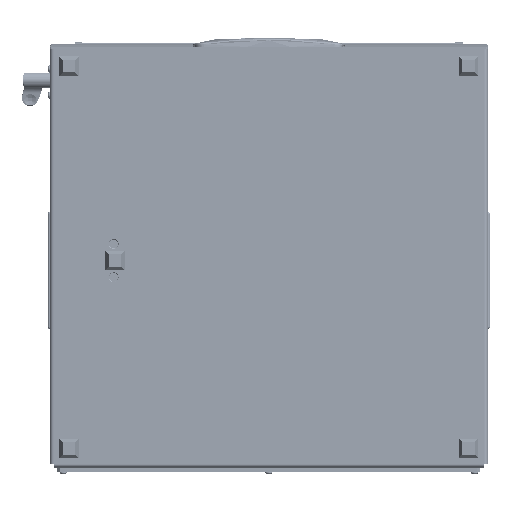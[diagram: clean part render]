
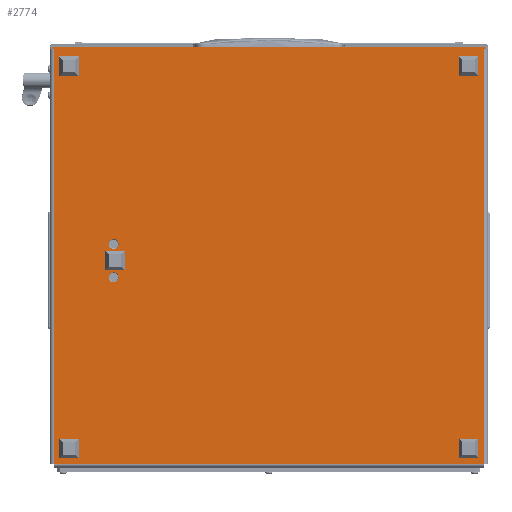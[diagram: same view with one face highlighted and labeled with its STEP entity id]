
A CAD part, front view. The second image highlights one B-rep face of the part: STEP entity #2774.
In plain terms, the highlighted face is planar.
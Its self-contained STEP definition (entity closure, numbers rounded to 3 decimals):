
#389 = CARTESIAN_POINT ( 'NONE',  ( 245.2, 389., 0. ) ) ;
#662 = DIRECTION ( 'NONE',  ( -1., 0., 0. ) ) ;
#2774 = ADVANCED_FACE ( 'NONE', ( #31955, #21716, #22990 ), #4406, .T. ) ;
#4406 = PLANE ( 'NONE',  #15553 ) ;
#5210 = VERTEX_POINT ( 'NONE', #123205 ) ;
#6679 = VERTEX_POINT ( 'NONE', #76604 ) ;
#7445 = LINE ( 'NONE', #96490, #114218 ) ;
#8222 = CARTESIAN_POINT ( 'NONE',  ( 436., 452., 0. ) ) ;
#9038 = EDGE_CURVE ( 'NONE', #50201, #5210, #97835, .T. ) ;
#10851 = EDGE_CURVE ( 'NONE', #92466, #50201, #84508, .T. ) ;
#12659 = LINE ( 'NONE', #51696, #60254 ) ;
#14052 = CARTESIAN_POINT ( 'NONE',  ( 0., 0., 0. ) ) ;
#15553 = AXIS2_PLACEMENT_3D ( 'NONE', #41524, #33855, #62052 ) ;
#16388 = VECTOR ( 'NONE', #51029, 1000. ) ;
#16903 = DIRECTION ( 'NONE',  ( 0., -1., 0. ) ) ;
#17561 = CARTESIAN_POINT ( 'NONE',  ( 436., 0., 0. ) ) ;
#18884 = DIRECTION ( 'NONE',  ( -1., 0., 0. ) ) ;
#21565 = CARTESIAN_POINT ( 'NONE',  ( 199.8, 389., 0. ) ) ;
#21716 = FACE_BOUND ( 'NONE', #69282, .T. ) ;
#22990 = FACE_OUTER_BOUND ( 'NONE', #88184, .T. ) ;
#24384 = ORIENTED_EDGE ( 'NONE', *, *, #72955, .F. ) ;
#24859 = VERTEX_POINT ( 'NONE', #389 ) ;
#25890 = EDGE_CURVE ( 'NONE', #77602, #49438, #71689, .T. ) ;
#28062 = VECTOR ( 'NONE', #87027, 1000. ) ;
#29464 = CARTESIAN_POINT ( 'NONE',  ( 205., 389., 0. ) ) ;
#30380 = ORIENTED_EDGE ( 'NONE', *, *, #10851, .T. ) ;
#31955 = FACE_BOUND ( 'NONE', #100936, .T. ) ;
#33255 = ORIENTED_EDGE ( 'NONE', *, *, #75519, .T. ) ;
#33812 = CIRCLE ( 'NONE', #62425, 5.2 ) ;
#33855 = DIRECTION ( 'NONE',  ( 0., 0., -1. ) ) ;
#34061 = ORIENTED_EDGE ( 'NONE', *, *, #42413, .F. ) ;
#34676 = VERTEX_POINT ( 'NONE', #40915 ) ;
#35980 = CARTESIAN_POINT ( 'NONE',  ( -2., 454., 0. ) ) ;
#36085 = ORIENTED_EDGE ( 'NONE', *, *, #57366, .F. ) ;
#36274 = DIRECTION ( 'NONE',  ( 0., 1., 0. ) ) ;
#37427 = DIRECTION ( 'NONE',  ( 0., 0., -1. ) ) ;
#38509 = LINE ( 'NONE', #79467, #99863 ) ;
#38967 = AXIS2_PLACEMENT_3D ( 'NONE', #29464, #117813, #68478 ) ;
#40915 = CARTESIAN_POINT ( 'NONE',  ( 0., 452., 0. ) ) ;
#41524 = CARTESIAN_POINT ( 'NONE',  ( 0., 452., 0. ) ) ;
#42413 = EDGE_CURVE ( 'NONE', #6679, #74944, #70888, .T. ) ;
#45197 = VERTEX_POINT ( 'NONE', #104532 ) ;
#48014 = AXIS2_PLACEMENT_3D ( 'NONE', #114444, #85607, #66357 ) ;
#49329 = LINE ( 'NONE', #78813, #66583 ) ;
#49438 = VERTEX_POINT ( 'NONE', #94763 ) ;
#50201 = VERTEX_POINT ( 'NONE', #35980 ) ;
#51029 = DIRECTION ( 'NONE',  ( 0., 1., 0. ) ) ;
#51087 = EDGE_CURVE ( 'NONE', #74944, #92301, #12659, .T. ) ;
#51338 = EDGE_CURVE ( 'NONE', #24859, #45197, #107323, .T. ) ;
#51366 = CARTESIAN_POINT ( 'NONE',  ( -2., -2., 0. ) ) ;
#51696 = CARTESIAN_POINT ( 'NONE',  ( 0., 0., 0. ) ) ;
#52195 = EDGE_CURVE ( 'NONE', #6679, #92466, #49329, .T. ) ;
#53282 = EDGE_CURVE ( 'NONE', #61035, #34676, #38509, .T. ) ;
#57366 = EDGE_CURVE ( 'NONE', #49438, #77602, #121976, .T. ) ;
#60254 = VECTOR ( 'NONE', #90811, 1000. ) ;
#61035 = VERTEX_POINT ( 'NONE', #8222 ) ;
#62052 = DIRECTION ( 'NONE',  ( -1., 0., 0. ) ) ;
#62425 = AXIS2_PLACEMENT_3D ( 'NONE', #68117, #37427, #18884 ) ;
#66357 = DIRECTION ( 'NONE',  ( -1., 0., 0. ) ) ;
#66583 = VECTOR ( 'NONE', #662, 1000. ) ;
#67675 = CARTESIAN_POINT ( 'NONE',  ( 0., 454., 0. ) ) ;
#68117 = CARTESIAN_POINT ( 'NONE',  ( 240., 389., 0. ) ) ;
#68478 = DIRECTION ( 'NONE',  ( -1., 0., 0. ) ) ;
#69282 = EDGE_LOOP ( 'NONE', ( #24384, #97349 ) ) ;
#70888 = LINE ( 'NONE', #90779, #16388 ) ;
#71689 = CIRCLE ( 'NONE', #38967, 5.2 ) ;
#72955 = EDGE_CURVE ( 'NONE', #45197, #24859, #33812, .T. ) ;
#74944 = VERTEX_POINT ( 'NONE', #14052 ) ;
#75245 = ORIENTED_EDGE ( 'NONE', *, *, #53282, .F. ) ;
#75519 = EDGE_CURVE ( 'NONE', #61035, #92301, #116724, .T. ) ;
#76604 = CARTESIAN_POINT ( 'NONE',  ( 0., -2., 0. ) ) ;
#77023 = CARTESIAN_POINT ( 'NONE',  ( 436., 452., 0. ) ) ;
#77602 = VERTEX_POINT ( 'NONE', #21565 ) ;
#78813 = CARTESIAN_POINT ( 'NONE',  ( 0., -2., 0. ) ) ;
#79467 = CARTESIAN_POINT ( 'NONE',  ( 0., 452., 0. ) ) ;
#84508 = LINE ( 'NONE', #105018, #28062 ) ;
#85265 = DIRECTION ( 'NONE',  ( 0., 0., -1. ) ) ;
#85607 = DIRECTION ( 'NONE',  ( 0., 0., -1. ) ) ;
#87027 = DIRECTION ( 'NONE',  ( 0., 1., 0. ) ) ;
#87281 = AXIS2_PLACEMENT_3D ( 'NONE', #111728, #85265, #102166 ) ;
#88184 = EDGE_LOOP ( 'NONE', ( #34061, #119781, #30380, #119078, #122510, #75245, #33255, #109202 ) ) ;
#90779 = CARTESIAN_POINT ( 'NONE',  ( 0., -4., 0. ) ) ;
#90811 = DIRECTION ( 'NONE',  ( 1., 0., 0. ) ) ;
#92301 = VERTEX_POINT ( 'NONE', #17561 ) ;
#92466 = VERTEX_POINT ( 'NONE', #51366 ) ;
#94763 = CARTESIAN_POINT ( 'NONE',  ( 210.2, 389., 0. ) ) ;
#96490 = CARTESIAN_POINT ( 'NONE',  ( 0., -4., 0. ) ) ;
#97349 = ORIENTED_EDGE ( 'NONE', *, *, #51338, .F. ) ;
#97835 = LINE ( 'NONE', #67675, #119043 ) ;
#98102 = DIRECTION ( 'NONE',  ( -1., 0., 0. ) ) ;
#98462 = ORIENTED_EDGE ( 'NONE', *, *, #25890, .F. ) ;
#99863 = VECTOR ( 'NONE', #98102, 1000. ) ;
#100711 = VECTOR ( 'NONE', #16903, 1000. ) ;
#100936 = EDGE_LOOP ( 'NONE', ( #98462, #36085 ) ) ;
#102166 = DIRECTION ( 'NONE',  ( -1., 0., 0. ) ) ;
#104532 = CARTESIAN_POINT ( 'NONE',  ( 234.8, 389., 0. ) ) ;
#105018 = CARTESIAN_POINT ( 'NONE',  ( -2., -4., 0. ) ) ;
#107323 = CIRCLE ( 'NONE', #48014, 5.2 ) ;
#109202 = ORIENTED_EDGE ( 'NONE', *, *, #51087, .F. ) ;
#111728 = CARTESIAN_POINT ( 'NONE',  ( 205., 389., 0. ) ) ;
#114218 = VECTOR ( 'NONE', #36274, 1000. ) ;
#114444 = CARTESIAN_POINT ( 'NONE',  ( 240., 389., 0. ) ) ;
#116724 = LINE ( 'NONE', #77023, #100711 ) ;
#117813 = DIRECTION ( 'NONE',  ( 0., 0., -1. ) ) ;
#118193 = EDGE_CURVE ( 'NONE', #34676, #5210, #7445, .T. ) ;
#119043 = VECTOR ( 'NONE', #125922, 1000. ) ;
#119078 = ORIENTED_EDGE ( 'NONE', *, *, #9038, .T. ) ;
#119781 = ORIENTED_EDGE ( 'NONE', *, *, #52195, .T. ) ;
#121976 = CIRCLE ( 'NONE', #87281, 5.2 ) ;
#122510 = ORIENTED_EDGE ( 'NONE', *, *, #118193, .F. ) ;
#123205 = CARTESIAN_POINT ( 'NONE',  ( 0., 454., 0. ) ) ;
#125922 = DIRECTION ( 'NONE',  ( 1., 0., 0. ) ) ;
